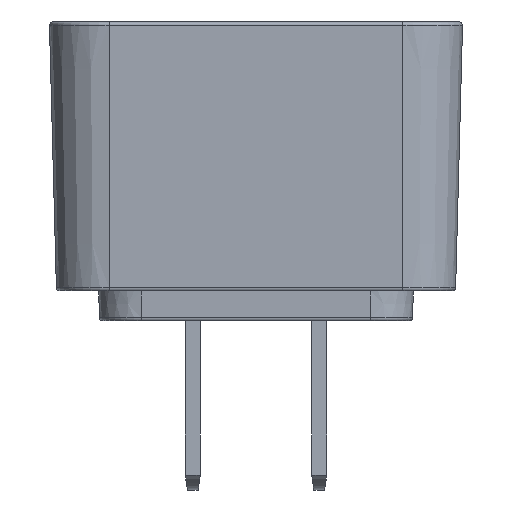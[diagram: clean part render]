
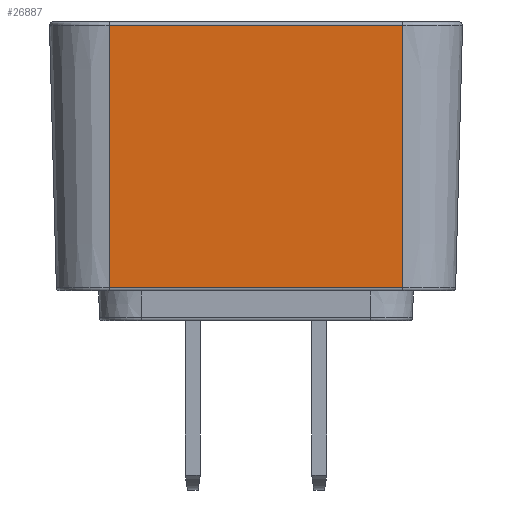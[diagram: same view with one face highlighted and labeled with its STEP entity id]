
A CAD part, left-side view. The second image highlights one B-rep face of the part: STEP entity #26887.
In plain terms, the highlighted face is planar.
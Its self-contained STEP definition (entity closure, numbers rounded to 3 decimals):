
#312 = DIRECTION ( 'NONE',  ( 0.026, 0., -1. ) ) ;
#2114 = LINE ( 'NONE', #19464, #5358 ) ;
#2849 = VERTEX_POINT ( 'NONE', #36452 ) ;
#5072 = ORIENTED_EDGE ( 'NONE', *, *, #18795, .F. ) ;
#5358 = VECTOR ( 'NONE', #22488, 1000. ) ;
#6173 = CARTESIAN_POINT ( 'NONE',  ( 15.329, -14.75, -0.292 ) ) ;
#6479 = LINE ( 'NONE', #36962, #22968 ) ;
#7206 = CARTESIAN_POINT ( 'NONE',  ( 16.021, -14.75, -26.692 ) ) ;
#9335 = CARTESIAN_POINT ( 'NONE',  ( 16.029, -14.75, -27. ) ) ;
#12471 = DIRECTION ( 'NONE',  ( -0.026, 0., 1. ) ) ;
#14859 = EDGE_CURVE ( 'NONE', #27442, #25344, #6479, .T. ) ;
#15786 = DIRECTION ( 'NONE',  ( 0., -1., 0. ) ) ;
#16119 = VECTOR ( 'NONE', #12471, 1000. ) ;
#17363 = ORIENTED_EDGE ( 'NONE', *, *, #34804, .T. ) ;
#17480 = EDGE_CURVE ( 'NONE', #21181, #27442, #2114, .T. ) ;
#18795 = EDGE_CURVE ( 'NONE', #2849, #25344, #36926, .T. ) ;
#19451 = CARTESIAN_POINT ( 'NONE',  ( 16.021, 14.75, -26.692 ) ) ;
#19464 = CARTESIAN_POINT ( 'NONE',  ( 16.029, 14.75, -27. ) ) ;
#21128 = AXIS2_PLACEMENT_3D ( 'NONE', #33535, #30474, #312 ) ;
#21181 = VERTEX_POINT ( 'NONE', #19451 ) ;
#21624 = FACE_OUTER_BOUND ( 'NONE', #25802, .T. ) ;
#21853 = ORIENTED_EDGE ( 'NONE', *, *, #14859, .T. ) ;
#22488 = DIRECTION ( 'NONE',  ( -0.026, 0., 1. ) ) ;
#22968 = VECTOR ( 'NONE', #15786, 1000. ) ;
#24896 = DIRECTION ( 'NONE',  ( 0., 1., 0. ) ) ;
#25344 = VERTEX_POINT ( 'NONE', #6173 ) ;
#25802 = EDGE_LOOP ( 'NONE', ( #5072, #17363, #31050, #21853 ) ) ;
#26887 = ADVANCED_FACE ( 'NONE', ( #21624 ), #27031, .T. ) ;
#27031 = PLANE ( 'NONE',  #21128 ) ;
#27442 = VERTEX_POINT ( 'NONE', #27654 ) ;
#27654 = CARTESIAN_POINT ( 'NONE',  ( 15.329, 14.75, -0.292 ) ) ;
#30474 = DIRECTION ( 'NONE',  ( 1., 0., 0.026 ) ) ;
#31050 = ORIENTED_EDGE ( 'NONE', *, *, #17480, .T. ) ;
#31496 = VECTOR ( 'NONE', #24896, 1000. ) ;
#33535 = CARTESIAN_POINT ( 'NONE',  ( 16.029, -14.75, -27. ) ) ;
#33846 = LINE ( 'NONE', #7206, #31496 ) ;
#34804 = EDGE_CURVE ( 'NONE', #2849, #21181, #33846, .T. ) ;
#36452 = CARTESIAN_POINT ( 'NONE',  ( 16.021, -14.75, -26.692 ) ) ;
#36926 = LINE ( 'NONE', #9335, #16119 ) ;
#36962 = CARTESIAN_POINT ( 'NONE',  ( 15.329, -14.75, -0.292 ) ) ;
